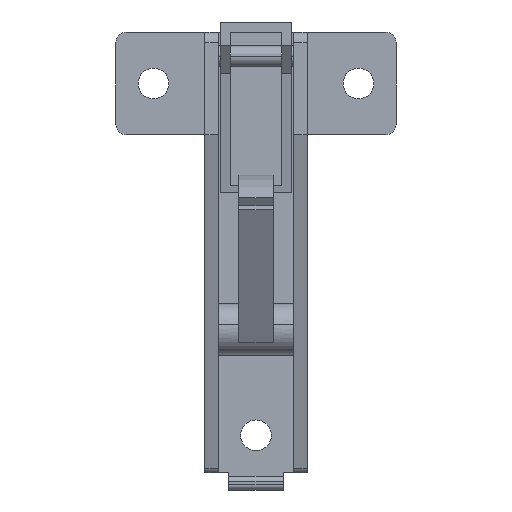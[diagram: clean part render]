
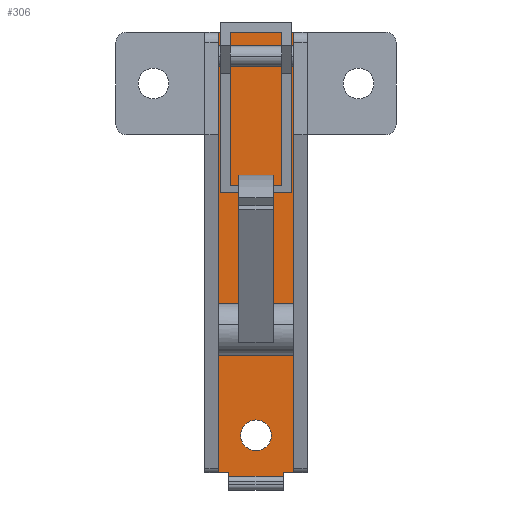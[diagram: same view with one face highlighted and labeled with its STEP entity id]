
A CAD part, front view. The second image highlights one B-rep face of the part: STEP entity #306.
In plain terms, the highlighted planar face has unit normal (0, -1, 0).
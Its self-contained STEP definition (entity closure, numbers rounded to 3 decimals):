
#306=ADVANCED_FACE('',(#664,#665),#666,.T.);
#664=FACE_OUTER_BOUND('',#1080,.T.);
#665=FACE_BOUND('',#1081,.T.);
#666=PLANE('',#1082);
#1080=EDGE_LOOP('',(#1914,#1915,#1916,#1917,#1918,#1919,#1920,#1921));
#1081=EDGE_LOOP('',(#1922,#1923));
#1082=AXIS2_PLACEMENT_3D('',#1924,#1925,#1926);
#1914=ORIENTED_EDGE('',*,*,#2655,.T.);
#1915=ORIENTED_EDGE('',*,*,#2674,.F.);
#1916=ORIENTED_EDGE('',*,*,#2675,.T.);
#1917=ORIENTED_EDGE('',*,*,#2676,.F.);
#1918=ORIENTED_EDGE('',*,*,#2637,.T.);
#1919=ORIENTED_EDGE('',*,*,#2617,.F.);
#1920=ORIENTED_EDGE('',*,*,#2641,.F.);
#1921=ORIENTED_EDGE('',*,*,#2647,.F.);
#1922=ORIENTED_EDGE('',*,*,#2591,.T.);
#1923=ORIENTED_EDGE('',*,*,#2612,.T.);
#1924=CARTESIAN_POINT('',(0.,-4.0,-18.0));
#1925=DIRECTION('',(0.0,-1.0,0.0));
#1926=DIRECTION('',(0.0,0.0,-1.0));
#2591=EDGE_CURVE('',#3164,#3161,#3165,.T.);
#2612=EDGE_CURVE('',#3161,#3164,#3195,.T.);
#2617=EDGE_CURVE('',#3202,#3197,#3204,.T.);
#2637=EDGE_CURVE('',#3231,#3197,#3234,.T.);
#2641=EDGE_CURVE('',#3238,#3202,#3240,.T.);
#2647=EDGE_CURVE('',#3248,#3238,#3250,.T.);
#2655=EDGE_CURVE('',#3248,#3258,#3259,.T.);
#2674=EDGE_CURVE('',#3286,#3258,#3287,.T.);
#2675=EDGE_CURVE('',#3286,#3288,#3289,.T.);
#2676=EDGE_CURVE('',#3231,#3288,#3290,.T.);
#3161=VERTEX_POINT('',#3980);
#3164=VERTEX_POINT('',#3984);
#3165=CIRCLE('',#3985,4.5);
#3195=CIRCLE('',#4020,4.5);
#3197=VERTEX_POINT('',#4022);
#3202=VERTEX_POINT('',#4029);
#3204=LINE('',#4032,#4033);
#3231=VERTEX_POINT('',#4068);
#3234=LINE('',#4073,#4074);
#3238=VERTEX_POINT('',#4079);
#3240=LINE('',#4082,#4083);
#3248=VERTEX_POINT('',#4094);
#3250=LINE('',#4097,#4098);
#3258=VERTEX_POINT('',#4106);
#3259=LINE('',#4107,#4108);
#3286=VERTEX_POINT('',#4144);
#3287=LINE('',#4145,#4146);
#3288=VERTEX_POINT('',#4147);
#3289=LINE('',#4148,#4149);
#3290=LINE('',#4150,#4151);
#3980=CARTESIAN_POINT('',(4.5,-4.0,-121.0));
#3984=CARTESIAN_POINT('',(-4.5,-4.0,-121.0));
#3985=AXIS2_PLACEMENT_3D('',#4744,#4745,#4746);
#4020=AXIS2_PLACEMENT_3D('',#4782,#4783,#4784);
#4022=CARTESIAN_POINT('',(-8.0,-4.0,-133.0));
#4029=CARTESIAN_POINT('',(8.0,-4.0,-133.0));
#4032=CARTESIAN_POINT('',(8.0,-4.0,-133.0));
#4033=VECTOR('',#4788,1.0);
#4068=CARTESIAN_POINT('',(-8.0,-4.0,-132.0));
#4073=CARTESIAN_POINT('',(-8.0,-4.0,-132.0));
#4074=VECTOR('',#4811,1.0);
#4079=CARTESIAN_POINT('',(8.0,-4.0,-132.0));
#4082=CARTESIAN_POINT('',(8.0,-4.0,-132.0));
#4083=VECTOR('',#4814,1.0);
#4094=CARTESIAN_POINT('',(11.0,-4.0,-132.0));
#4097=CARTESIAN_POINT('',(0.0,-4.0,-132.0));
#4098=VECTOR('',#4819,1.0);
#4106=CARTESIAN_POINT('',(11.0,-4.0,-3.0));
#4107=CARTESIAN_POINT('',(11.0,-4.0,-40.058));
#4108=VECTOR('',#4832,1.0);
#4144=CARTESIAN_POINT('',(-11.0,-4.0,-3.0));
#4145=CARTESIAN_POINT('',(-38.0,-4.0,-3.0));
#4146=VECTOR('',#4854,1.0);
#4147=CARTESIAN_POINT('',(-11.0,-4.0,-132.0));
#4148=CARTESIAN_POINT('',(-11.0,-4.0,-40.058));
#4149=VECTOR('',#4855,1.0);
#4150=CARTESIAN_POINT('',(0.0,-4.0,-132.0));
#4151=VECTOR('',#4856,1.0);
#4744=CARTESIAN_POINT('',(0.0,-4.0,-121.0));
#4745=DIRECTION('',(-0.0,1.0,0.0));
#4746=DIRECTION('',(1.0,0.0,0.0));
#4782=CARTESIAN_POINT('',(0.0,-4.0,-121.0));
#4783=DIRECTION('',(-0.0,1.0,0.0));
#4784=DIRECTION('',(1.0,0.0,0.0));
#4788=DIRECTION('',(-1.0,0.0,0.0));
#4811=DIRECTION('',(0.0,0.0,-1.0));
#4814=DIRECTION('',(0.0,0.0,-1.0));
#4819=DIRECTION('',(-1.0,0.0,0.0));
#4832=DIRECTION('',(0.0,0.0,1.0));
#4854=DIRECTION('',(1.0,0.0,0.0));
#4855=DIRECTION('',(-0.0,-0.0,-1.0));
#4856=DIRECTION('',(-1.0,0.0,0.0));
